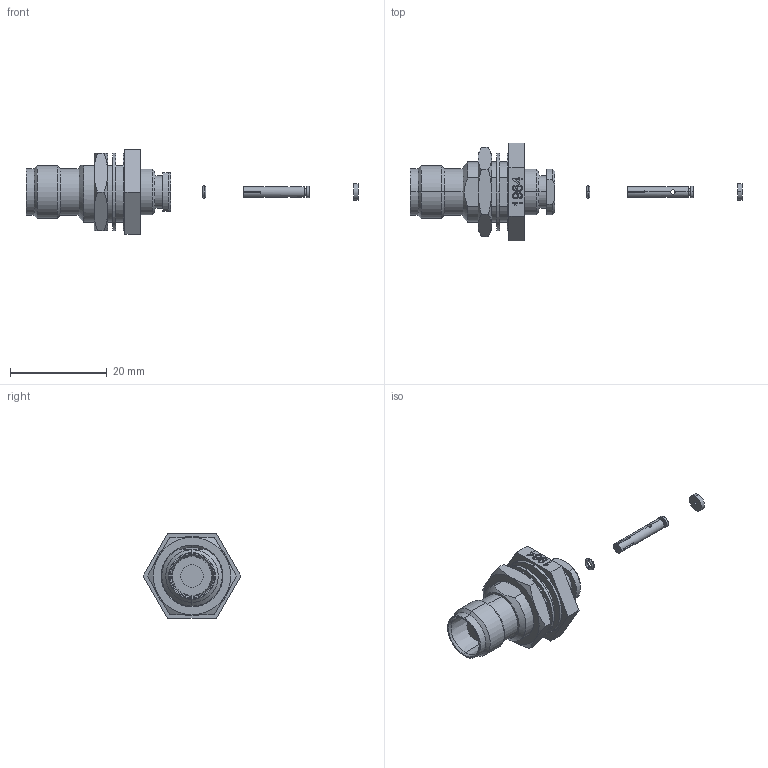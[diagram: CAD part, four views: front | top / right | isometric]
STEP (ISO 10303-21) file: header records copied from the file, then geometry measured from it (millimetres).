
FILE_DESCRIPTION (( 'STEP AP214' ), '1' );
FILE_NAME ('FMCN1964_3D.step', '2025-08-21T21:43:30', ( '' ), ( '' ), 'SwSTEP 2.0', 'SolidWorks 2022', '' );
FILE_SCHEMA (( 'AUTOMOTIVE_DESIGN' ));
Length unit declared in the file: inch
Products named in the file (8): Copy of Part49^FMCN1964; FMCN1964_3D; Copy of Part48^FMCN1964; Copy of BNC8105-5^FMCN1964; Copy of BNC8105-7^FMCN1964; Copy of Part47^FMCN1964; Copy of BNC8105-6^FMCN1964; Copy of TNC8205-0316-HS^FMCN1964
Assembly tree (7 placements, depth 2):
  FMCN1964_3D
    Copy of TNC8205-0316-HS^FMCN1964
    Copy of BNC8105-5^FMCN1964
    Copy of BNC8105-6^FMCN1964
    Copy of BNC8105-7^FMCN1964
    Copy of Part49^FMCN1964
    Copy of Part48^FMCN1964
    Copy of Part47^FMCN1964
Bounding box: 68.81 x 20.21 x 17.5 mm (x, y, z)
Volume: 3280.1 mm3; surface area: 3163.4 mm2
Topology: 7 solids, 7 shells, 256 faces, 651 edges, 420 vertices
Faces by surface type: plane 113, cylinder 76, bspline 42, cone 21, torus 4
Entity records: 10004 total; most frequent: CARTESIAN_POINT 3617, ORIENTED_EDGE 1302, DIRECTION 1186, EDGE_CURVE 651, AXIS2_PLACEMENT_3D 425, VERTEX_POINT 420, LINE 336, VECTOR 336
